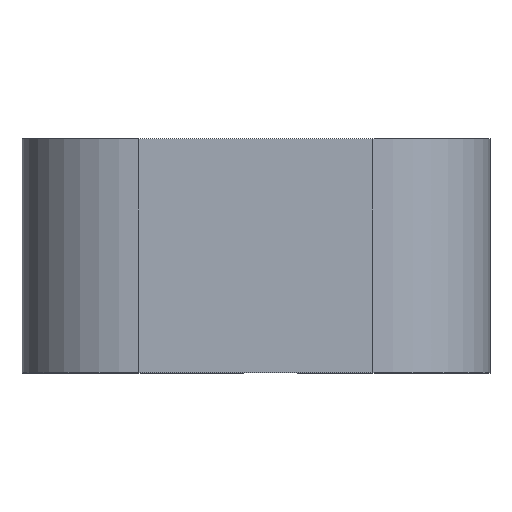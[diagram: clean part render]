
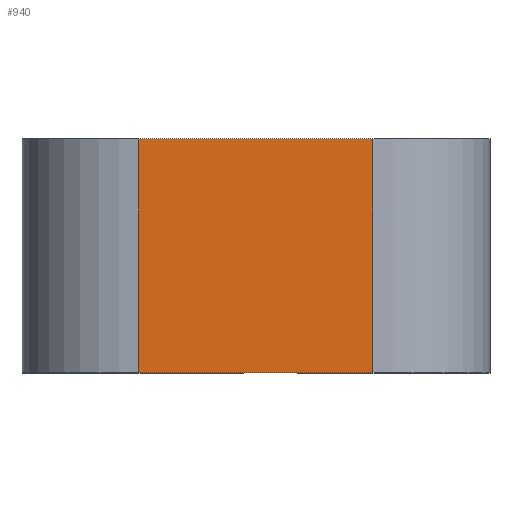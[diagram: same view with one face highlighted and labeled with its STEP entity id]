
A CAD part, top view. The second image highlights one B-rep face of the part: STEP entity #940.
In plain terms, the highlighted planar face has unit normal (0, 0, 1).
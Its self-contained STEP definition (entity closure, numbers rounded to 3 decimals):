
#66=FACE_OUTER_BOUND('',#124,.T.);
#124=EDGE_LOOP('',(#731,#732,#733,#734));
#196=LINE('',#1486,#292);
#201=LINE('',#1500,#297);
#204=LINE('',#1506,#300);
#205=LINE('',#1507,#301);
#292=VECTOR('',#1196,0.8);
#297=VECTOR('',#1213,0.8);
#300=VECTOR('',#1218,0.8);
#301=VECTOR('',#1219,0.8);
#423=VERTEX_POINT('',#1482);
#424=VERTEX_POINT('',#1484);
#427=VERTEX_POINT('',#1499);
#429=VERTEX_POINT('',#1505);
#526=EDGE_CURVE('',#423,#424,#196,.T.);
#533=EDGE_CURVE('',#424,#427,#201,.T.);
#536=EDGE_CURVE('',#423,#429,#204,.T.);
#537=EDGE_CURVE('',#429,#427,#205,.T.);
#731=ORIENTED_EDGE('',*,*,#536,.F.);
#732=ORIENTED_EDGE('',*,*,#526,.T.);
#733=ORIENTED_EDGE('',*,*,#533,.T.);
#734=ORIENTED_EDGE('',*,*,#537,.F.);
#892=PLANE('',#1020);
#940=ADVANCED_FACE('',(#66),#892,.F.);
#1020=AXIS2_PLACEMENT_3D('',#1504,#1216,#1217);
#1196=DIRECTION('',(0.,-1.,0.));
#1213=DIRECTION('',(1.,0.,0.));
#1216=DIRECTION('center_axis',(0.,0.,
-1.));
#1217=DIRECTION('ref_axis',(1.,0.,0.));
#1218=DIRECTION('',(1.,0.,0.));
#1219=DIRECTION('',(0.,-1.,0.));
#1482=CARTESIAN_POINT('',(-0.4,0.4,1.18));
#1484=CARTESIAN_POINT('',(-0.4,-0.4,1.18));
#1486=CARTESIAN_POINT('',(-0.4,0.4,1.18));
#1499=CARTESIAN_POINT('',(0.4,-0.4,1.18));
#1500=CARTESIAN_POINT('',(-0.4,-0.4,1.18));
#1504=CARTESIAN_POINT('Origin',(-0.4,0.4,1.18));
#1505=CARTESIAN_POINT('',(0.4,0.4,1.18));
#1506=CARTESIAN_POINT('',(-0.4,0.4,1.18));
#1507=CARTESIAN_POINT('',(0.4,0.4,1.18));
